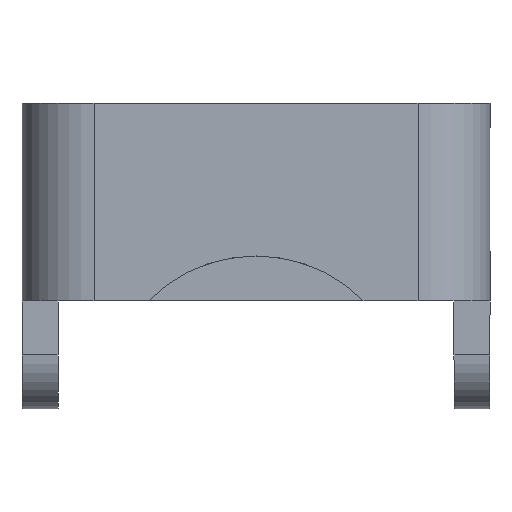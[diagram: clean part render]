
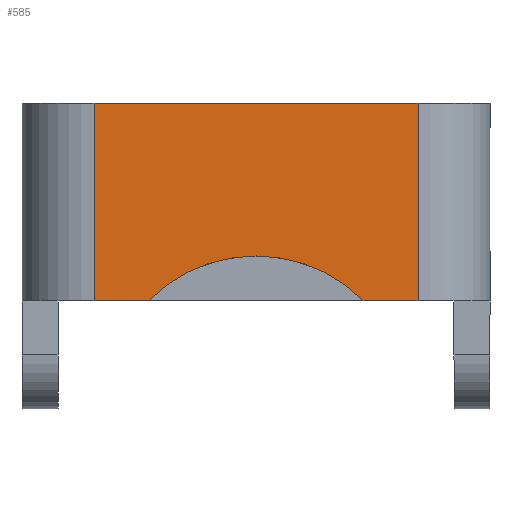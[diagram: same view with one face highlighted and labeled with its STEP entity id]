
A CAD part, front view. The second image highlights one B-rep face of the part: STEP entity #585.
In plain terms, the highlighted planar face has unit normal (0, -1, 0).
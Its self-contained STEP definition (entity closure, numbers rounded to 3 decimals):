
#25 = VECTOR ( 'NONE', #566, 1000. ) ;
#52 = VECTOR ( 'NONE', #1410, 1000. ) ;
#65 = CARTESIAN_POINT ( 'NONE',  ( 13., -45., -5.95 ) ) ;
#77 = VECTOR ( 'NONE', #1134, 1000. ) ;
#150 = VERTEX_POINT ( 'NONE', #940 ) ;
#182 = VERTEX_POINT ( 'NONE', #1488 ) ;
#186 = ORIENTED_EDGE ( 'NONE', *, *, #1802, .T. ) ;
#201 = CARTESIAN_POINT ( 'NONE',  ( 7., -45., 0. ) ) ;
#217 = VERTEX_POINT ( 'NONE', #1117 ) ;
#280 = ORIENTED_EDGE ( 'NONE', *, *, #1171, .F. ) ;
#398 = LINE ( 'NONE', #1422, #52 ) ;
#402 = CARTESIAN_POINT ( 'NONE',  ( 0., -45., 0. ) ) ;
#419 = CARTESIAN_POINT ( 'NONE',  ( 0., -45., 0. ) ) ;
#428 = AXIS2_PLACEMENT_3D ( 'NONE', #65, #1854, #1299 ) ;
#482 = LINE ( 'NONE', #402, #77 ) ;
#566 = DIRECTION ( 'NONE',  ( 1., 0., 0. ) ) ;
#585 = ADVANCED_FACE ( 'NONE', ( #1633 ), #1109, .F. ) ;
#594 = LINE ( 'NONE', #2036, #25 ) ;
#597 = VECTOR ( 'NONE', #602, 1000. ) ;
#602 = DIRECTION ( 'NONE',  ( 0., 0., -1. ) ) ;
#623 = VERTEX_POINT ( 'NONE', #725 ) ;
#710 = CARTESIAN_POINT ( 'NONE',  ( 4., -45., 11. ) ) ;
#725 = CARTESIAN_POINT ( 'NONE',  ( 19., -45., 0. ) ) ;
#940 = CARTESIAN_POINT ( 'NONE',  ( 22., -45., 11. ) ) ;
#955 = CIRCLE ( 'NONE', #428, 8.45 ) ;
#1092 = DIRECTION ( 'NONE',  ( 0., 1., 0. ) ) ;
#1109 = PLANE ( 'NONE',  #1526 ) ;
#1117 = CARTESIAN_POINT ( 'NONE',  ( 4., -45., 0. ) ) ;
#1122 = DIRECTION ( 'NONE',  ( 0., 0., 1. ) ) ;
#1134 = DIRECTION ( 'NONE',  ( 1., 0., 0. ) ) ;
#1158 = VERTEX_POINT ( 'NONE', #201 ) ;
#1171 = EDGE_CURVE ( 'NONE', #2028, #150, #594, .T. ) ;
#1182 = EDGE_CURVE ( 'NONE', #217, #1158, #482, .T. ) ;
#1241 = EDGE_CURVE ( 'NONE', #623, #1158, #955, .T. ) ;
#1299 = DIRECTION ( 'NONE',  ( 1., 0., 0. ) ) ;
#1302 = EDGE_CURVE ( 'NONE', #2028, #217, #1502, .T. ) ;
#1410 = DIRECTION ( 'NONE',  ( 0., 0., 1. ) ) ;
#1422 = CARTESIAN_POINT ( 'NONE',  ( 22., -45., 11. ) ) ;
#1444 = ORIENTED_EDGE ( 'NONE', *, *, #1302, .T. ) ;
#1463 = CARTESIAN_POINT ( 'NONE',  ( 0., -45., 11. ) ) ;
#1488 = CARTESIAN_POINT ( 'NONE',  ( 22., -45., 0. ) ) ;
#1502 = LINE ( 'NONE', #1879, #597 ) ;
#1518 = LINE ( 'NONE', #419, #2039 ) ;
#1526 = AXIS2_PLACEMENT_3D ( 'NONE', #1463, #1092, #1122 ) ;
#1633 = FACE_OUTER_BOUND ( 'NONE', #1689, .T. ) ;
#1682 = DIRECTION ( 'NONE',  ( 1., 0., 0. ) ) ;
#1689 = EDGE_LOOP ( 'NONE', ( #280, #1444, #1914, #1899, #186, #2184 ) ) ;
#1802 = EDGE_CURVE ( 'NONE', #623, #182, #1518, .T. ) ;
#1854 = DIRECTION ( 'NONE',  ( 0., -1., 0. ) ) ;
#1879 = CARTESIAN_POINT ( 'NONE',  ( 4., -45., 11. ) ) ;
#1899 = ORIENTED_EDGE ( 'NONE', *, *, #1241, .F. ) ;
#1914 = ORIENTED_EDGE ( 'NONE', *, *, #1182, .T. ) ;
#2028 = VERTEX_POINT ( 'NONE', #710 ) ;
#2036 = CARTESIAN_POINT ( 'NONE',  ( 0., -45., 11. ) ) ;
#2039 = VECTOR ( 'NONE', #1682, 1000. ) ;
#2104 = EDGE_CURVE ( 'NONE', #182, #150, #398, .T. ) ;
#2184 = ORIENTED_EDGE ( 'NONE', *, *, #2104, .T. ) ;
